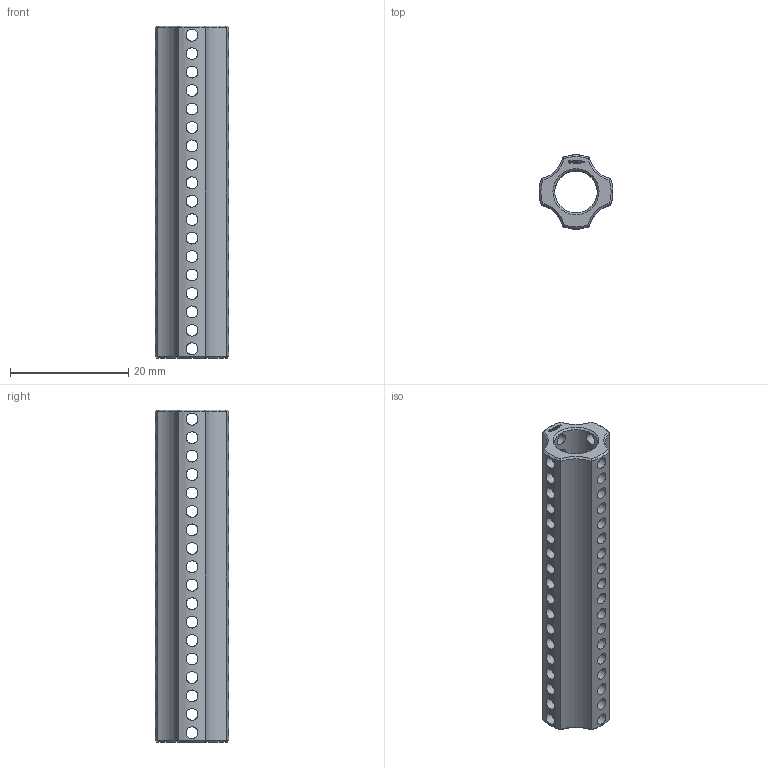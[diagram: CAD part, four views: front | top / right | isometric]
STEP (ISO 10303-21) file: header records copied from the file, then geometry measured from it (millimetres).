
FILE_DESCRIPTION(('FreeCAD Model'),'2;1');
FILE_NAME('Open CASCADE Shape Model','2024-02-18T17:28:04',(''),(''), 'Open CASCADE STEP processor 7.6','FreeCAD','Unknown');
FILE_SCHEMA(('AUTOMOTIVE_DESIGN { 1 0 10303 214 1 1 1 1 }'));
Length unit declared in the file: millimetre
Products named in the file (1): Power-Transmission Hub PLN IDX FRE BU04.50 - SPN-PTH-0117 
(stemfie.org)
Bounding box: 12.5 x 12.5 x 56.25 mm (x, y, z)
Volume: 3034 mm3; surface area: 4369.3 mm2
Topology: 1 solids, 1 shells, 516 faces, 1524 edges, 1022 vertices
Faces by surface type: plane 323, extrusion 94, cylinder 81, cone 18
Full cylindrical faces by diameter (mm): 2 x72, 7.2 x1
Entity records: 57506 total; most frequent: CARTESIAN_POINT 28679, DIRECTION 4508, VECTOR 3540, LINE 3446, ORIENTED_EDGE 3048, PCURVE 3048, DEFINITIONAL_REPRESENTATION 3048, EDGE_CURVE 1524
